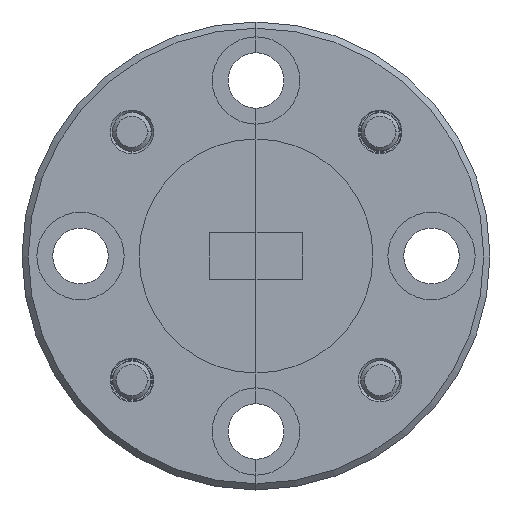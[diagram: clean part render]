
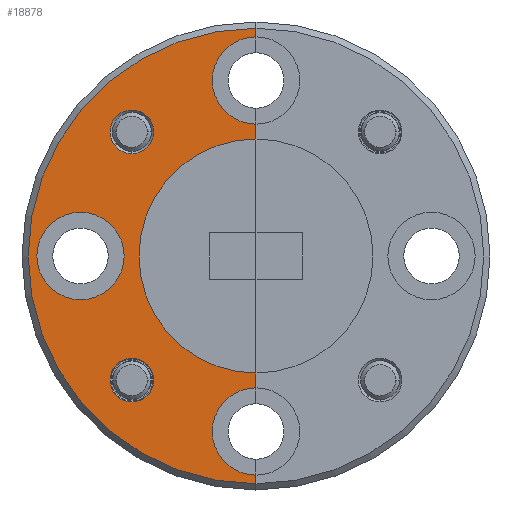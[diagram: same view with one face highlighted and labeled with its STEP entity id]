
A CAD part, left-side view. The second image highlights one B-rep face of the part: STEP entity #18878.
In plain terms, the highlighted planar face has unit normal (-1, 0, 0).
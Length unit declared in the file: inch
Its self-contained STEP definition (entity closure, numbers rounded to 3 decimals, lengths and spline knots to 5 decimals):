
#228 = LINE ( 'NONE', #28497, #1909 ) ;
#772 = CIRCLE ( 'NONE', #10595, 0.035 ) ;
#874 = EDGE_CURVE ( 'NONE', #18776, #13523, #19046, .T. ) ;
#1078 = CARTESIAN_POINT ( 'NONE',  ( 0.03, 0.20725, 0.033 ) ) ;
#1193 = CARTESIAN_POINT ( 'NONE',  ( 0.03, -0.074, 0.1505 ) ) ;
#1294 = DIRECTION ( 'NONE',  ( -1., 0., 0. ) ) ;
#1556 = DIRECTION ( 'NONE',  ( -1., 0., 0. ) ) ;
#1602 = VERTEX_POINT ( 'NONE', #1078 ) ;
#1682 = CIRCLE ( 'NONE', #9631, 0.07 ) ;
#1909 = VECTOR ( 'NONE', #31423, 39.37008 ) ;
#2770 = AXIS2_PLACEMENT_3D ( 'NONE', #24286, #27562, #29848 ) ;
#2828 = VECTOR ( 'NONE', #3573, 39.37008 ) ;
#2962 = DIRECTION ( 'NONE',  ( 0., 0., 1. ) ) ;
#2974 = CARTESIAN_POINT ( 'NONE',  ( 0.03, -0.074, -0.037 ) ) ;
#3065 = EDGE_CURVE ( 'NONE', #23640, #21109, #13514, .T. ) ;
#3198 = ORIENTED_EDGE ( 'NONE', *, *, #7712, .F. ) ;
#3573 = DIRECTION ( 'NONE',  ( 0., 0., 1. ) ) ;
#4321 = DIRECTION ( 'NONE',  ( 0., 0., 1. ) ) ;
#4964 = ORIENTED_EDGE ( 'NONE', *, *, #20953, .T. ) ;
#5581 = AXIS2_PLACEMENT_3D ( 'NONE', #28144, #1294, #27816 ) ;
#5713 = DIRECTION ( 'NONE',  ( -1., 0., 0. ) ) ;
#6415 = CARTESIAN_POINT ( 'NONE',  ( 0.03, -0.074, -0.037 ) ) ;
#6466 = CARTESIAN_POINT ( 'NONE',  ( 0.03, -0.074, -0.2245 ) ) ;
#6522 = ORIENTED_EDGE ( 'NONE', *, *, #3065, .T. ) ;
#6906 = CARTESIAN_POINT ( 'NONE',  ( 0.03, 0.12487, 0.16187 ) ) ;
#7030 = EDGE_CURVE ( 'NONE', #28135, #33705, #772, .T. ) ;
#7077 = VERTEX_POINT ( 'NONE', #23037 ) ;
#7712 = EDGE_CURVE ( 'NONE', #13523, #18776, #14565, .T. ) ;
#8337 = DIRECTION ( 'NONE',  ( -1., 0., 0. ) ) ;
#9193 = EDGE_LOOP ( 'NONE', ( #23868, #10220 ) ) ;
#9631 = AXIS2_PLACEMENT_3D ( 'NONE', #14912, #1556, #20272 ) ;
#9676 = ORIENTED_EDGE ( 'NONE', *, *, #18457, .F. ) ;
#9871 = AXIS2_PLACEMENT_3D ( 'NONE', #21306, #34636, #10338 ) ;
#10220 = ORIENTED_EDGE ( 'NONE', *, *, #22362, .F. ) ;
#10306 = EDGE_CURVE ( 'NONE', #15356, #27040, #12262, .T. ) ;
#10338 = DIRECTION ( 'NONE',  ( 0., 0., 1. ) ) ;
#10595 = AXIS2_PLACEMENT_3D ( 'NONE', #6906, #25615, #25398 ) ;
#10816 = DIRECTION ( 'NONE',  ( -1., 0., 0. ) ) ;
#10936 = EDGE_CURVE ( 'NONE', #22104, #13093, #27631, .T. ) ;
#11021 = DIRECTION ( 'NONE',  ( 0., 0., 1. ) ) ;
#11045 = CARTESIAN_POINT ( 'NONE',  ( 0.03, 0.20725, -0.037 ) ) ;
#11199 = ORIENTED_EDGE ( 'NONE', *, *, #10306, .F. ) ;
#11718 = VECTOR ( 'NONE', #25117, 39.37008 ) ;
#12068 = LINE ( 'NONE', #19265, #2828 ) ;
#12262 = CIRCLE ( 'NONE', #30603, 0.07 ) ;
#12264 = AXIS2_PLACEMENT_3D ( 'NONE', #26633, #5713, #26503 ) ;
#12334 = CARTESIAN_POINT ( 'NONE',  ( 0.03, -0.074, -0.037 ) ) ;
#13093 = VERTEX_POINT ( 'NONE', #6466 ) ;
#13411 = CIRCLE ( 'NONE', #9871, 0.365 ) ;
#13514 = LINE ( 'NONE', #2974, #33107 ) ;
#13523 = VERTEX_POINT ( 'NONE', #29869 ) ;
#13632 = CARTESIAN_POINT ( 'NONE',  ( 0.03, 0.12487, -0.23587 ) ) ;
#13991 = DIRECTION ( 'NONE',  ( 0., 0., 1. ) ) ;
#14274 = CARTESIAN_POINT ( 'NONE',  ( 0.03, -0.074, 0.24425 ) ) ;
#14430 = CARTESIAN_POINT ( 'NONE',  ( 0.03, -0.074, 0.17425 ) ) ;
#14565 = CIRCLE ( 'NONE', #26923, 0.035 ) ;
#14887 = EDGE_CURVE ( 'NONE', #22104, #27040, #12068, .T. ) ;
#14912 = CARTESIAN_POINT ( 'NONE',  ( 0.03, -0.074, -0.31825 ) ) ;
#15343 = DIRECTION ( 'NONE',  ( -1., 0., 0. ) ) ;
#15356 = VERTEX_POINT ( 'NONE', #23773 ) ;
#15503 = EDGE_LOOP ( 'NONE', ( #16071, #3198 ) ) ;
#15818 = CARTESIAN_POINT ( 'NONE',  ( 0.03, -0.074, 0.328 ) ) ;
#16071 = ORIENTED_EDGE ( 'NONE', *, *, #874, .F. ) ;
#16120 = AXIS2_PLACEMENT_3D ( 'NONE', #11045, #29666, #2962 ) ;
#16511 = CARTESIAN_POINT ( 'NONE',  ( 0.03, -0.074, -0.037 ) ) ;
#17190 = ORIENTED_EDGE ( 'NONE', *, *, #14887, .T. ) ;
#18457 = EDGE_CURVE ( 'NONE', #7077, #1602, #24249, .T. ) ;
#18572 = ORIENTED_EDGE ( 'NONE', *, *, #18595, .F. ) ;
#18595 = EDGE_CURVE ( 'NONE', #23876, #21109, #1682, .T. ) ;
#18764 = VERTEX_POINT ( 'NONE', #15818 ) ;
#18776 = VERTEX_POINT ( 'NONE', #26759 ) ;
#18780 = LINE ( 'NONE', #6415, #11718 ) ;
#18878 = ADVANCED_FACE ( 'NONE', ( #33458, #31302, #30899, #19247 ), #29876, .T. ) ;
#19042 = EDGE_CURVE ( 'NONE', #18764, #23640, #13411, .T. ) ;
#19046 = CIRCLE ( 'NONE', #2770, 0.035 ) ;
#19247 = FACE_BOUND ( 'NONE', #28180, .T. ) ;
#19265 = CARTESIAN_POINT ( 'NONE',  ( 0.03, -0.074, -0.037 ) ) ;
#19816 = CARTESIAN_POINT ( 'NONE',  ( 0.03, 0.12487, 0.19687 ) ) ;
#20272 = DIRECTION ( 'NONE',  ( 0., 0., 1. ) ) ;
#20360 = ORIENTED_EDGE ( 'NONE', *, *, #10936, .F. ) ;
#20953 = EDGE_CURVE ( 'NONE', #23876, #13093, #18780, .T. ) ;
#21109 = VERTEX_POINT ( 'NONE', #28668 ) ;
#21306 = CARTESIAN_POINT ( 'NONE',  ( 0.03, -0.074, -0.037 ) ) ;
#22104 = VERTEX_POINT ( 'NONE', #1193 ) ;
#22362 = EDGE_CURVE ( 'NONE', #33705, #28135, #23692, .T. ) ;
#23037 = CARTESIAN_POINT ( 'NONE',  ( 0.03, 0.20725, -0.107 ) ) ;
#23640 = VERTEX_POINT ( 'NONE', #25033 ) ;
#23692 = CIRCLE ( 'NONE', #12264, 0.035 ) ;
#23715 = EDGE_LOOP ( 'NONE', ( #27868, #30141, #6522, #18572, #4964, #20360, #17190, #11199 ) ) ;
#23773 = CARTESIAN_POINT ( 'NONE',  ( 0.03, -0.074, 0.31425 ) ) ;
#23868 = ORIENTED_EDGE ( 'NONE', *, *, #7030, .F. ) ;
#23876 = VERTEX_POINT ( 'NONE', #25826 ) ;
#24249 = CIRCLE ( 'NONE', #16120, 0.07 ) ;
#24286 = CARTESIAN_POINT ( 'NONE',  ( 0.03, 0.12487, -0.23587 ) ) ;
#24996 = DIRECTION ( 'NONE',  ( -1., 0., 0. ) ) ;
#25033 = CARTESIAN_POINT ( 'NONE',  ( 0.03, -0.074, -0.402 ) ) ;
#25060 = AXIS2_PLACEMENT_3D ( 'NONE', #12334, #15343, #4321 ) ;
#25117 = DIRECTION ( 'NONE',  ( 0., 0., 1. ) ) ;
#25398 = DIRECTION ( 'NONE',  ( 0., 0., 1. ) ) ;
#25543 = CIRCLE ( 'NONE', #5581, 0.07 ) ;
#25615 = DIRECTION ( 'NONE',  ( -1., 0., 0. ) ) ;
#25826 = CARTESIAN_POINT ( 'NONE',  ( 0.03, -0.074, -0.24825 ) ) ;
#26503 = DIRECTION ( 'NONE',  ( 0., 0., 1. ) ) ;
#26633 = CARTESIAN_POINT ( 'NONE',  ( 0.03, 0.12487, 0.16187 ) ) ;
#26759 = CARTESIAN_POINT ( 'NONE',  ( 0.03, 0.12487, -0.20087 ) ) ;
#26923 = AXIS2_PLACEMENT_3D ( 'NONE', #13632, #10816, #32038 ) ;
#27040 = VERTEX_POINT ( 'NONE', #14430 ) ;
#27087 = EDGE_CURVE ( 'NONE', #1602, #7077, #25543, .T. ) ;
#27562 = DIRECTION ( 'NONE',  ( -1., 0., 0. ) ) ;
#27631 = CIRCLE ( 'NONE', #25060, 0.1875 ) ;
#27666 = DIRECTION ( 'NONE',  ( 0., 0., 1. ) ) ;
#27816 = DIRECTION ( 'NONE',  ( 0., 0., 1. ) ) ;
#27868 = ORIENTED_EDGE ( 'NONE', *, *, #34462, .T. ) ;
#28135 = VERTEX_POINT ( 'NONE', #19816 ) ;
#28144 = CARTESIAN_POINT ( 'NONE',  ( 0.03, 0.20725, -0.037 ) ) ;
#28180 = EDGE_LOOP ( 'NONE', ( #29009, #9676 ) ) ;
#28497 = CARTESIAN_POINT ( 'NONE',  ( 0.03, -0.074, -0.037 ) ) ;
#28668 = CARTESIAN_POINT ( 'NONE',  ( 0.03, -0.074, -0.38825 ) ) ;
#29009 = ORIENTED_EDGE ( 'NONE', *, *, #27087, .F. ) ;
#29666 = DIRECTION ( 'NONE',  ( -1., 0., 0. ) ) ;
#29848 = DIRECTION ( 'NONE',  ( 0., 0., 1. ) ) ;
#29869 = CARTESIAN_POINT ( 'NONE',  ( 0.03, 0.12487, -0.27087 ) ) ;
#29876 = PLANE ( 'NONE',  #32676 ) ;
#29992 = CARTESIAN_POINT ( 'NONE',  ( 0.03, 0.12487, 0.12687 ) ) ;
#30141 = ORIENTED_EDGE ( 'NONE', *, *, #19042, .T. ) ;
#30603 = AXIS2_PLACEMENT_3D ( 'NONE', #14274, #24996, #27666 ) ;
#30899 = FACE_OUTER_BOUND ( 'NONE', #23715, .T. ) ;
#31302 = FACE_BOUND ( 'NONE', #15503, .T. ) ;
#31423 = DIRECTION ( 'NONE',  ( 0., 0., 1. ) ) ;
#32038 = DIRECTION ( 'NONE',  ( 0., 0., 1. ) ) ;
#32676 = AXIS2_PLACEMENT_3D ( 'NONE', #16511, #8337, #11021 ) ;
#33107 = VECTOR ( 'NONE', #13991, 39.37008 ) ;
#33458 = FACE_BOUND ( 'NONE', #9193, .T. ) ;
#33705 = VERTEX_POINT ( 'NONE', #29992 ) ;
#34462 = EDGE_CURVE ( 'NONE', #15356, #18764, #228, .T. ) ;
#34636 = DIRECTION ( 'NONE',  ( -1., 0., 0. ) ) ;
